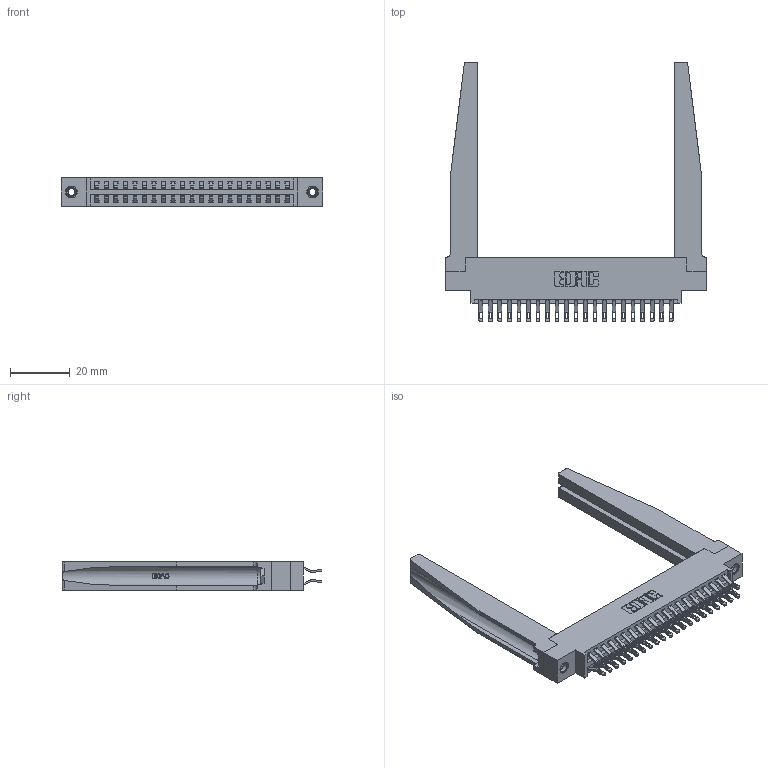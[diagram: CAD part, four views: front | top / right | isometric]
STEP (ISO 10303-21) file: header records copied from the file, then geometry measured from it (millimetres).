
FILE_DESCRIPTION (( 'STEP AP203' ), '1' );
FILE_NAME ('346-042-555-878.STEP', '2022-05-20T05:03:38', ( '' ), ( '' ), 'SwSTEP 2.0', 'SolidWorks 2020', '' );
FILE_SCHEMA (( 'CONFIG_CONTROL_DESIGN' ));
Length unit declared in the file: inch
Products named in the file (5): 345-250-001_345-250-001-102; 346-042-555-878; 346 Part_0.170 Offset - 0.156 Dia-TH; 346-220-078_345-220-078; 345-292-001_555 Tail
Assembly tree (47 placements, depth 2):
  346-042-555-878
    346 Part_0.170 Offset - 0.156 Dia-TH
    345-292-001_555 Tail  x42
    346-220-078_345-220-078  x2
    345-250-001_345-250-001-102  x2
Bounding box: 87.25 x 86.74 x 9.4 mm (x, y, z)
Volume: 15202.7 mm3; surface area: 18256.4 mm2
Topology: 47 solids, 47 shells, 2810 faces, 8671 edges, 5770 vertices
Faces by surface type: plane 1622, cylinder 1136, bspline 36, cone 12, torus 4
Entity records: 22154 total; most frequent: CARTESIAN_POINT 4659, ORIENTED_EDGE 3450, DIRECTION 3111, EDGE_CURVE 1725, VECTOR 1395, LINE 1395, VERTEX_POINT 1144, AXIS2_PLACEMENT_3D 858
